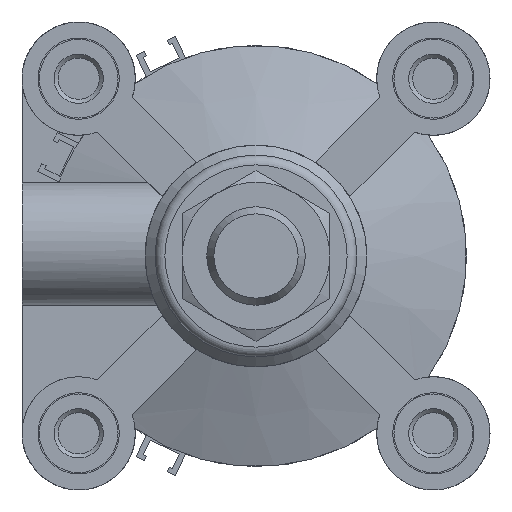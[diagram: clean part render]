
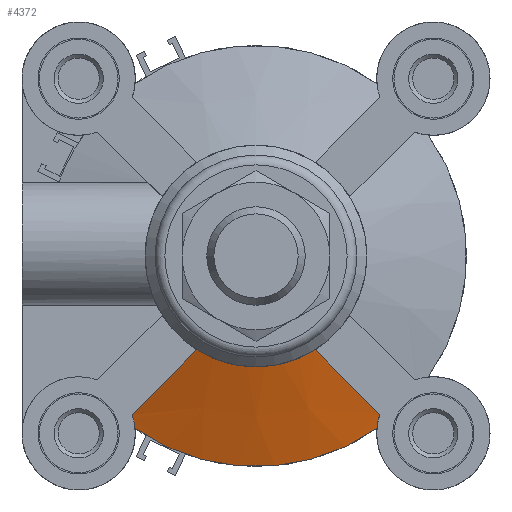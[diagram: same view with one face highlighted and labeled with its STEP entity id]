
A CAD part, left-side view. The second image highlights one B-rep face of the part: STEP entity #4372.
In plain terms, the highlighted conical face has half-angle 70 degrees and reference radius 42.75 mm.
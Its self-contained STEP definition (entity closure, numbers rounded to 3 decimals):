
#1071=CIRCLE('',#4846,22.5);
#1083=CIRCLE('',#4865,42.75);
#2112=ORIENTED_EDGE('',*,*,#2819,.F.);
#2113=ORIENTED_EDGE('',*,*,#2778,.F.);
#2114=ORIENTED_EDGE('',*,*,#2820,.F.);
#2115=ORIENTED_EDGE('',*,*,#2797,.F.);
#2116=ORIENTED_EDGE('',*,*,#2813,.T.);
#2117=ORIENTED_EDGE('',*,*,#2821,.F.);
#2778=EDGE_CURVE('',#3227,#3228,#1071,.T.);
#2797=EDGE_CURVE('',#3245,#3246,#3356,.T.);
#2813=EDGE_CURVE('',#3245,#3257,#1083,.T.);
#2819=EDGE_CURVE('',#3228,#3263,#3360,.T.);
#2820=EDGE_CURVE('',#3246,#3227,#3361,.T.);
#2821=EDGE_CURVE('',#3263,#3257,#3362,.T.);
#3227=VERTEX_POINT('',#7413);
#3228=VERTEX_POINT('',#7415);
#3245=VERTEX_POINT('',#7465);
#3246=VERTEX_POINT('',#7470);
#3257=VERTEX_POINT('',#7509);
#3263=VERTEX_POINT('',#7527);
#3356=B_SPLINE_CURVE_WITH_KNOTS('',3,(#7466,#7467,#7468,#7469),
 .UNSPECIFIED.,.F.,.F.,(4,4),(0.,0.003),
 .UNSPECIFIED.);
#3360=B_SPLINE_CURVE_WITH_KNOTS('',3,(#7523,#7524,#7525,#7526),
 .UNSPECIFIED.,.F.,.F.,(4,4),(0.023,0.043),
 .UNSPECIFIED.);
#3361=B_SPLINE_CURVE_WITH_KNOTS('',3,(#7528,#7529,#7530,#7531),
 .UNSPECIFIED.,.F.,.F.,(4,4),(0.,0.02),
 .UNSPECIFIED.);
#3362=B_SPLINE_CURVE_WITH_KNOTS('',3,(#7532,#7533,#7534,#7535),
 .UNSPECIFIED.,.F.,.F.,(4,4),(0.013,0.016),
 .UNSPECIFIED.);
#3647=EDGE_LOOP('',(#2112,#2113,#2114,#2115,#2116,#2117));
#4025=FACE_BOUND('',#3647,.T.);
#4154=CONICAL_SURFACE('',#4870,42.75,1.222);
#4372=ADVANCED_FACE('',(#4025),#4154,.T.);
#4846=AXIS2_PLACEMENT_3D('',#7414,#5971,#5972);
#4865=AXIS2_PLACEMENT_3D('',#7511,#6026,#6027);
#4870=AXIS2_PLACEMENT_3D('',#7522,#6038,#6039);
#5971=DIRECTION('',(1.,0.,0.));
#5972=DIRECTION('',(0.,0.,-1.));
#6026=DIRECTION('',(1.,0.,0.));
#6027=DIRECTION('',(0.,0.,-1.));
#6038=DIRECTION('',(-1.,0.,0.));
#6039=DIRECTION('',(0.,0.,1.));
#7413=CARTESIAN_POINT('',(23.37,11.977,19.048));
#7414=CARTESIAN_POINT('',(23.37,0.,0.));
#7415=CARTESIAN_POINT('',(23.37,-11.977,19.048));
#7465=CARTESIAN_POINT('',(16.,24.543,35.003));
#7466=CARTESIAN_POINT('',(16.,24.543,35.003));
#7467=CARTESIAN_POINT('',(16.266,24.626,34.052));
#7468=CARTESIAN_POINT('',(16.497,24.824,33.122));
#7469=CARTESIAN_POINT('',(16.687,25.142,32.213));
#7470=CARTESIAN_POINT('',(16.687,25.142,32.213));
#7509=CARTESIAN_POINT('',(16.,-24.543,35.003));
#7511=CARTESIAN_POINT('',(16.,0.,0.));
#7522=CARTESIAN_POINT('',(16.,0.,0.));
#7523=CARTESIAN_POINT('',(23.37,-11.977,19.048));
#7524=CARTESIAN_POINT('',(21.165,-16.37,23.442));
#7525=CARTESIAN_POINT('',(18.927,-20.756,27.827));
#7526=CARTESIAN_POINT('',(16.687,-25.142,32.213));
#7527=CARTESIAN_POINT('',(16.687,-25.142,32.213));
#7528=CARTESIAN_POINT('',(16.687,25.142,32.213));
#7529=CARTESIAN_POINT('',(18.927,20.756,27.827));
#7530=CARTESIAN_POINT('',(21.165,16.37,23.441));
#7531=CARTESIAN_POINT('',(23.37,11.977,19.048));
#7532=CARTESIAN_POINT('',(16.687,-25.142,32.213));
#7533=CARTESIAN_POINT('',(16.499,-24.827,33.115));
#7534=CARTESIAN_POINT('',(16.264,-24.626,34.058));
#7535=CARTESIAN_POINT('',(16.,-24.543,35.003));
